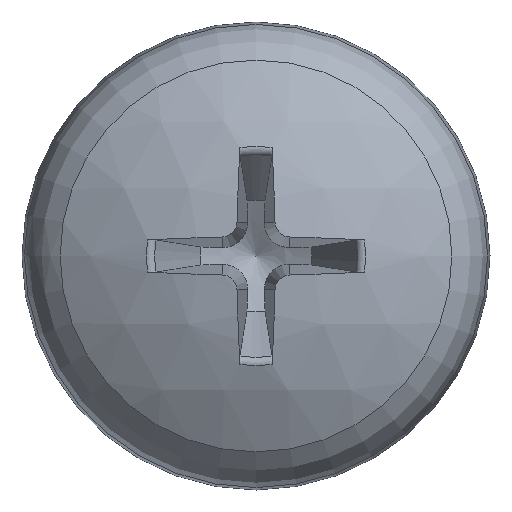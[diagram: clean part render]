
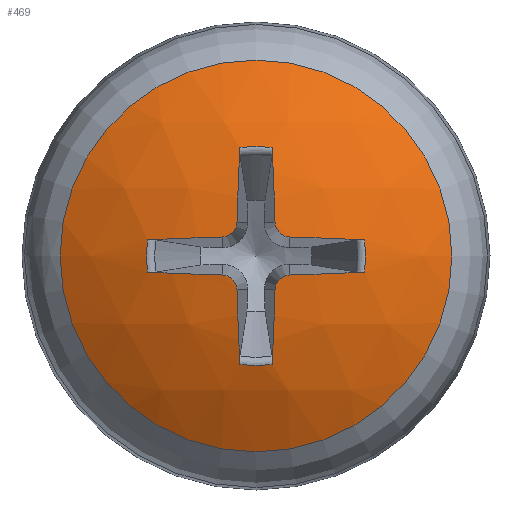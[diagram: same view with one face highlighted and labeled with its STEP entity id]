
A CAD part, left-side view. The second image highlights one B-rep face of the part: STEP entity #469.
In plain terms, the highlighted spherical face has radius 3.2 mm.
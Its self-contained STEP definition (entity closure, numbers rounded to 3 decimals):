
#27=SPHERICAL_SURFACE('',#544,3.2);
#68=ELLIPSE('',#546,0.132,0.13);
#69=ELLIPSE('',#549,0.132,0.13);
#70=ELLIPSE('',#552,0.132,0.13);
#71=ELLIPSE('',#555,0.132,0.13);
#92=FACE_BOUND('',#143,.T.);
#109=FACE_OUTER_BOUND('',#142,.T.);
#142=EDGE_LOOP('',(#348));
#143=EDGE_LOOP('',(#349,#350,#351,#352,#353,#354,#355,#356,#357,#358,#359,
#360,#361,#362,#363,#364));
#169=CIRCLE('',#517,0.936);
#172=CIRCLE('',#524,0.936);
#175=CIRCLE('',#531,0.936);
#178=CIRCLE('',#538,0.936);
#180=CIRCLE('',#542,1.674);
#182=CIRCLE('',#545,3.198);
#183=CIRCLE('',#547,3.198);
#184=CIRCLE('',#548,3.198);
#185=CIRCLE('',#550,3.198);
#186=CIRCLE('',#551,3.198);
#187=CIRCLE('',#553,3.198);
#188=CIRCLE('',#554,3.198);
#189=CIRCLE('',#556,3.198);
#196=VERTEX_POINT('',#746);
#199=VERTEX_POINT('',#751);
#202=VERTEX_POINT('',#761);
#205=VERTEX_POINT('',#766);
#208=VERTEX_POINT('',#776);
#211=VERTEX_POINT('',#781);
#214=VERTEX_POINT('',#791);
#217=VERTEX_POINT('',#796);
#220=VERTEX_POINT('',#806);
#222=VERTEX_POINT('',#811);
#223=VERTEX_POINT('',#813);
#224=VERTEX_POINT('',#816);
#225=VERTEX_POINT('',#818);
#226=VERTEX_POINT('',#821);
#227=VERTEX_POINT('',#823);
#228=VERTEX_POINT('',#826);
#229=VERTEX_POINT('',#828);
#247=EDGE_CURVE('',#199,#196,#169,.T.);
#254=EDGE_CURVE('',#205,#202,#172,.T.);
#261=EDGE_CURVE('',#211,#208,#175,.T.);
#268=EDGE_CURVE('',#217,#214,#178,.T.);
#272=EDGE_CURVE('',#220,#220,#180,.T.);
#274=EDGE_CURVE('',#222,#199,#182,.T.);
#275=EDGE_CURVE('',#223,#222,#68,.T.);
#276=EDGE_CURVE('',#214,#223,#183,.T.);
#277=EDGE_CURVE('',#224,#217,#184,.T.);
#278=EDGE_CURVE('',#225,#224,#69,.T.);
#279=EDGE_CURVE('',#208,#225,#185,.T.);
#280=EDGE_CURVE('',#226,#211,#186,.T.);
#281=EDGE_CURVE('',#227,#226,#70,.T.);
#282=EDGE_CURVE('',#202,#227,#187,.T.);
#283=EDGE_CURVE('',#228,#205,#188,.T.);
#284=EDGE_CURVE('',#229,#228,#71,.T.);
#285=EDGE_CURVE('',#196,#229,#189,.T.);
#348=ORIENTED_EDGE('',*,*,#272,.F.);
#349=ORIENTED_EDGE('',*,*,#274,.F.);
#350=ORIENTED_EDGE('',*,*,#275,.F.);
#351=ORIENTED_EDGE('',*,*,#276,.F.);
#352=ORIENTED_EDGE('',*,*,#268,.F.);
#353=ORIENTED_EDGE('',*,*,#277,.F.);
#354=ORIENTED_EDGE('',*,*,#278,.F.);
#355=ORIENTED_EDGE('',*,*,#279,.F.);
#356=ORIENTED_EDGE('',*,*,#261,.F.);
#357=ORIENTED_EDGE('',*,*,#280,.F.);
#358=ORIENTED_EDGE('',*,*,#281,.F.);
#359=ORIENTED_EDGE('',*,*,#282,.F.);
#360=ORIENTED_EDGE('',*,*,#254,.F.);
#361=ORIENTED_EDGE('',*,*,#283,.F.);
#362=ORIENTED_EDGE('',*,*,#284,.F.);
#363=ORIENTED_EDGE('',*,*,#285,.F.);
#364=ORIENTED_EDGE('',*,*,#247,.F.);
#469=ADVANCED_FACE('',(#109,#92),#27,.T.);
#517=AXIS2_PLACEMENT_3D('',#753,#599,#600);
#524=AXIS2_PLACEMENT_3D('',#768,#615,#616);
#531=AXIS2_PLACEMENT_3D('',#783,#631,#632);
#538=AXIS2_PLACEMENT_3D('',#798,#647,#648);
#542=AXIS2_PLACEMENT_3D('',#807,#657,#658);
#544=AXIS2_PLACEMENT_3D('',#810,#661,#662);
#545=AXIS2_PLACEMENT_3D('',#812,#663,#664);
#546=AXIS2_PLACEMENT_3D('',#814,#665,#666);
#547=AXIS2_PLACEMENT_3D('',#815,#667,#668);
#548=AXIS2_PLACEMENT_3D('',#817,#669,#670);
#549=AXIS2_PLACEMENT_3D('',#819,#671,#672);
#550=AXIS2_PLACEMENT_3D('',#820,#673,#674);
#551=AXIS2_PLACEMENT_3D('',#822,#675,#676);
#552=AXIS2_PLACEMENT_3D('',#824,#677,#678);
#553=AXIS2_PLACEMENT_3D('',#825,#679,#680);
#554=AXIS2_PLACEMENT_3D('',#827,#681,#682);
#555=AXIS2_PLACEMENT_3D('',#829,#683,#684);
#556=AXIS2_PLACEMENT_3D('',#830,#685,#686);
#599=DIRECTION('center_axis',(-1.,0.,0.));
#600=DIRECTION('ref_axis',(0.,1.,0.));
#615=DIRECTION('center_axis',(-1.,0.,0.));
#616=DIRECTION('ref_axis',(0.,0.,-1.));
#631=DIRECTION('center_axis',(-1.,0.,0.));
#632=DIRECTION('ref_axis',(0.,-1.,0.));
#647=DIRECTION('center_axis',(-1.,0.,0.));
#648=DIRECTION('ref_axis',(0.,0.,1.));
#657=DIRECTION('center_axis',(1.,0.,0.));
#658=DIRECTION('ref_axis',(0.,-1.,0.));
#661=DIRECTION('center_axis',(0.,0.,1.));
#662=DIRECTION('ref_axis',(1.,0.,0.));
#663=DIRECTION('center_axis',(-0.087,-0.022,-0.996));
#664=DIRECTION('ref_axis',(0.,-1.,0.022));
#665=DIRECTION('center_axis',(0.992,-0.091,-0.091));
#666=DIRECTION('ref_axis',(0.129,0.701,0.701));
#667=DIRECTION('center_axis',(-0.087,-0.996,-0.022));
#668=DIRECTION('ref_axis',(0.,-0.022,1.));
#669=DIRECTION('center_axis',(-0.087,0.996,-0.022));
#670=DIRECTION('ref_axis',(0.,-0.022,-1.));
#671=DIRECTION('center_axis',(0.992,0.091,-0.091));
#672=DIRECTION('ref_axis',(0.129,-0.701,0.701));
#673=DIRECTION('center_axis',(-0.087,0.022,-0.996));
#674=DIRECTION('ref_axis',(0.,-1.,-0.022));
#675=DIRECTION('center_axis',(-0.087,0.022,0.996));
#676=DIRECTION('ref_axis',(0.,1.,-0.022));
#677=DIRECTION('center_axis',(0.992,0.091,0.091));
#678=DIRECTION('ref_axis',(0.129,-0.701,-0.701));
#679=DIRECTION('center_axis',(-0.087,0.996,0.022));
#680=DIRECTION('ref_axis',(0.,0.022,-1.));
#681=DIRECTION('center_axis',(-0.087,-0.996,0.022));
#682=DIRECTION('ref_axis',(0.,0.022,1.));
#683=DIRECTION('center_axis',(0.992,-0.091,0.091));
#684=DIRECTION('ref_axis',(0.129,0.701,-0.701));
#685=DIRECTION('center_axis',(-0.087,-0.022,0.996));
#686=DIRECTION('ref_axis',(0.,1.,0.022));
#746=CARTESIAN_POINT('',(-1.46,0.926,-0.138));
#751=CARTESIAN_POINT('',(-1.46,0.926,0.138));
#753=CARTESIAN_POINT('Origin',(-1.46,0.,
0.));
#761=CARTESIAN_POINT('',(-1.46,-0.138,-0.926));
#766=CARTESIAN_POINT('',(-1.46,0.138,-0.926));
#768=CARTESIAN_POINT('Origin',(-1.46,0.,
0.));
#776=CARTESIAN_POINT('',(-1.46,-0.926,0.138));
#781=CARTESIAN_POINT('',(-1.46,-0.926,-0.138));
#783=CARTESIAN_POINT('Origin',(-1.46,0.,
0.));
#791=CARTESIAN_POINT('',(-1.46,0.138,0.926));
#796=CARTESIAN_POINT('',(-1.46,-0.138,0.926));
#798=CARTESIAN_POINT('Origin',(-1.46,0.,
0.));
#806=CARTESIAN_POINT('',(-1.127,1.674,0.));
#807=CARTESIAN_POINT('Origin',(-1.127,0.,
0.));
#810=CARTESIAN_POINT('Origin',(1.6,0.,0.));
#811=CARTESIAN_POINT('',(-1.583,0.289,0.163));
#812=CARTESIAN_POINT('Origin',(1.59,-0.002,-0.109));
#813=CARTESIAN_POINT('',(-1.583,0.163,0.289));
#814=CARTESIAN_POINT('Origin',(-1.57,0.293,0.293));
#815=CARTESIAN_POINT('Origin',(1.59,-0.109,-0.002));
#816=CARTESIAN_POINT('',(-1.583,-0.163,0.289));
#817=CARTESIAN_POINT('Origin',(1.59,0.109,-0.002));
#818=CARTESIAN_POINT('',(-1.583,-0.289,0.163));
#819=CARTESIAN_POINT('Origin',(-1.57,-0.293,0.293));
#820=CARTESIAN_POINT('Origin',(1.59,0.002,-0.109));
#821=CARTESIAN_POINT('',(-1.583,-0.289,-0.163));
#822=CARTESIAN_POINT('Origin',(1.59,0.002,0.109));
#823=CARTESIAN_POINT('',(-1.583,-0.163,-0.289));
#824=CARTESIAN_POINT('Origin',(-1.57,-0.293,-0.293));
#825=CARTESIAN_POINT('Origin',(1.59,0.109,0.002));
#826=CARTESIAN_POINT('',(-1.583,0.163,-0.289));
#827=CARTESIAN_POINT('Origin',(1.59,-0.109,0.002));
#828=CARTESIAN_POINT('',(-1.583,0.289,-0.163));
#829=CARTESIAN_POINT('Origin',(-1.57,0.293,-0.293));
#830=CARTESIAN_POINT('Origin',(1.59,-0.002,0.109));
